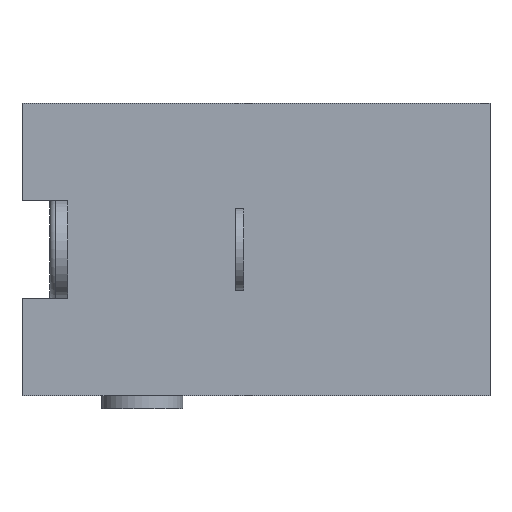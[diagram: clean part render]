
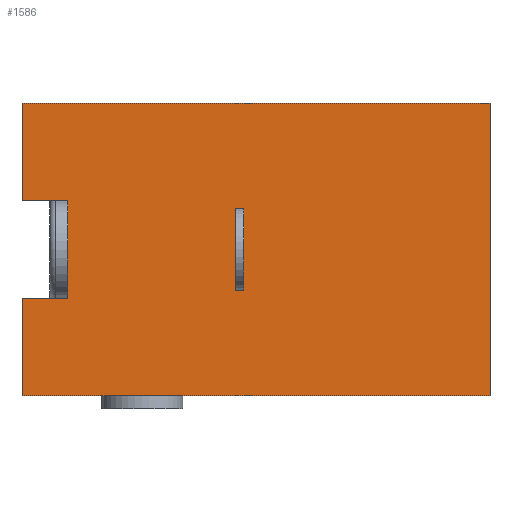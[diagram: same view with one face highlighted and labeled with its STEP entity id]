
A CAD part, front view. The second image highlights one B-rep face of the part: STEP entity #1586.
In plain terms, the highlighted planar face has unit normal (0, -1, 0).
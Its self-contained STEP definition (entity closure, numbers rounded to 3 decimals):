
#40 = CARTESIAN_POINT ( 'NONE',  ( -7.2, -5.5, -1.5 ) ) ;
#72 = ORIENTED_EDGE ( 'NONE', *, *, #2781, .T. ) ;
#129 = CARTESIAN_POINT ( 'NONE',  ( -7.2, -5.5, 1.5 ) ) ;
#143 = LINE ( 'NONE', #2107, #332 ) ;
#195 = CARTESIAN_POINT ( 'NONE',  ( 7.2, -5.5, 4.5 ) ) ;
#199 = CARTESIAN_POINT ( 'NONE',  ( -5.8, -5.5, -4.5 ) ) ;
#244 = CARTESIAN_POINT ( 'NONE',  ( -25.843, -5.5, -1.5 ) ) ;
#257 = LINE ( 'NONE', #195, #900 ) ;
#321 = LINE ( 'NONE', #1602, #1697 ) ;
#329 = DIRECTION ( 'NONE',  ( 0., 0., -1. ) ) ;
#332 = VECTOR ( 'NONE', #2099, 1000. ) ;
#394 = EDGE_CURVE ( 'NONE', #2895, #2011, #2683, .T. ) ;
#404 = EDGE_CURVE ( 'NONE', #1885, #2494, #2928, .T. ) ;
#483 = CARTESIAN_POINT ( 'NONE',  ( -25.843, -5.5, 1.5 ) ) ;
#634 = ORIENTED_EDGE ( 'NONE', *, *, #1417, .F. ) ;
#637 = DIRECTION ( 'NONE',  ( 1., 0., 0. ) ) ;
#647 = LINE ( 'NONE', #1527, #1442 ) ;
#676 = DIRECTION ( 'NONE',  ( 1., 0., 0. ) ) ;
#734 = CARTESIAN_POINT ( 'NONE',  ( -5.8, -5.5, 1.5 ) ) ;
#736 = AXIS2_PLACEMENT_3D ( 'NONE', #1217, #2177, #1240 ) ;
#791 = EDGE_CURVE ( 'NONE', #1716, #2895, #321, .T. ) ;
#817 = EDGE_CURVE ( 'NONE', #2494, #2011, #1253, .T. ) ;
#864 = LINE ( 'NONE', #1706, #2321 ) ;
#887 = DIRECTION ( 'NONE',  ( 0., 0., 1. ) ) ;
#900 = VECTOR ( 'NONE', #1842, 1000. ) ;
#1003 = VECTOR ( 'NONE', #887, 1000. ) ;
#1100 = EDGE_CURVE ( 'NONE', #1951, #2450, #647, .T. ) ;
#1217 = CARTESIAN_POINT ( 'NONE',  ( 3.7, -5.5, 4.5 ) ) ;
#1240 = DIRECTION ( 'NONE',  ( 0., 0., -1. ) ) ;
#1253 = LINE ( 'NONE', #199, #1003 ) ;
#1274 = VERTEX_POINT ( 'NONE', #1368 ) ;
#1277 = EDGE_CURVE ( 'NONE', #1274, #2450, #257, .T. ) ;
#1362 = ORIENTED_EDGE ( 'NONE', *, *, #1277, .F. ) ;
#1368 = CARTESIAN_POINT ( 'NONE',  ( 7.2, -5.5, 4.5 ) ) ;
#1383 = ORIENTED_EDGE ( 'NONE', *, *, #404, .F. ) ;
#1417 = EDGE_CURVE ( 'NONE', #1716, #1274, #143, .T. ) ;
#1423 = ORIENTED_EDGE ( 'NONE', *, *, #1100, .T. ) ;
#1437 = EDGE_LOOP ( 'NONE', ( #1362, #634, #2998, #2323, #2251, #1383, #72, #1423 ) ) ;
#1442 = VECTOR ( 'NONE', #637, 1000. ) ;
#1527 = CARTESIAN_POINT ( 'NONE',  ( 3.7, -5.5, -4.5 ) ) ;
#1586 = ADVANCED_FACE ( 'NONE', ( #2588 ), #2384, .T. ) ;
#1602 = CARTESIAN_POINT ( 'NONE',  ( -7.2, -5.5, 4.5 ) ) ;
#1603 = CARTESIAN_POINT ( 'NONE',  ( -7.2, -5.5, 4.5 ) ) ;
#1697 = VECTOR ( 'NONE', #2535, 1000. ) ;
#1706 = CARTESIAN_POINT ( 'NONE',  ( -7.2, -5.5, -4.5 ) ) ;
#1716 = VERTEX_POINT ( 'NONE', #1603 ) ;
#1842 = DIRECTION ( 'NONE',  ( 0., 0., -1. ) ) ;
#1885 = VERTEX_POINT ( 'NONE', #40 ) ;
#1951 = VERTEX_POINT ( 'NONE', #2337 ) ;
#2006 = CARTESIAN_POINT ( 'NONE',  ( 7.2, -5.5, -4.5 ) ) ;
#2011 = VERTEX_POINT ( 'NONE', #734 ) ;
#2099 = DIRECTION ( 'NONE',  ( 1., 0., 0. ) ) ;
#2107 = CARTESIAN_POINT ( 'NONE',  ( 3.7, -5.5, 4.5 ) ) ;
#2132 = VECTOR ( 'NONE', #2779, 1000. ) ;
#2177 = DIRECTION ( 'NONE',  ( 0., -1., 0. ) ) ;
#2251 = ORIENTED_EDGE ( 'NONE', *, *, #817, .F. ) ;
#2308 = CARTESIAN_POINT ( 'NONE',  ( -5.8, -5.5, -1.5 ) ) ;
#2321 = VECTOR ( 'NONE', #329, 1000. ) ;
#2323 = ORIENTED_EDGE ( 'NONE', *, *, #394, .T. ) ;
#2337 = CARTESIAN_POINT ( 'NONE',  ( -7.2, -5.5, -4.5 ) ) ;
#2384 = PLANE ( 'NONE',  #736 ) ;
#2396 = VECTOR ( 'NONE', #676, 1000. ) ;
#2450 = VERTEX_POINT ( 'NONE', #2006 ) ;
#2494 = VERTEX_POINT ( 'NONE', #2308 ) ;
#2535 = DIRECTION ( 'NONE',  ( 0., 0., -1. ) ) ;
#2588 = FACE_OUTER_BOUND ( 'NONE', #1437, .T. ) ;
#2683 = LINE ( 'NONE', #483, #2396 ) ;
#2779 = DIRECTION ( 'NONE',  ( 1., 0., 0. ) ) ;
#2781 = EDGE_CURVE ( 'NONE', #1885, #1951, #864, .T. ) ;
#2895 = VERTEX_POINT ( 'NONE', #129 ) ;
#2928 = LINE ( 'NONE', #244, #2132 ) ;
#2998 = ORIENTED_EDGE ( 'NONE', *, *, #791, .T. ) ;
